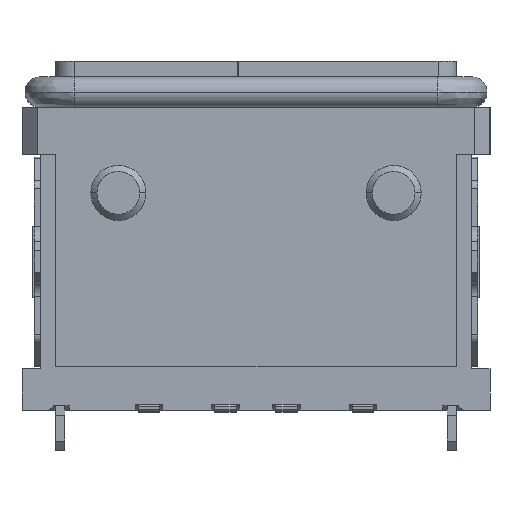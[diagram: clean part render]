
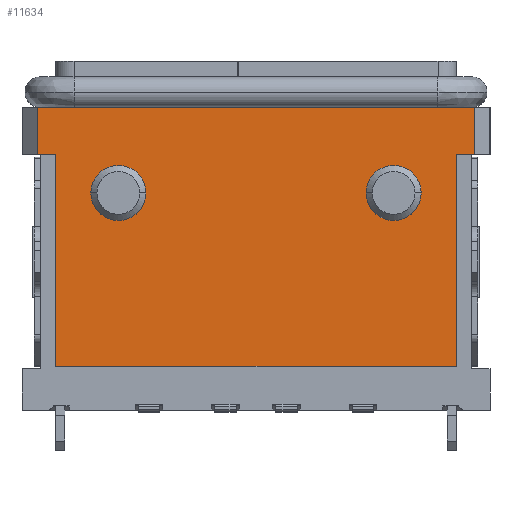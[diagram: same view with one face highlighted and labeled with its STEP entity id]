
A CAD part, top view. The second image highlights one B-rep face of the part: STEP entity #11634.
In plain terms, the highlighted planar face has unit normal (0, 0, 1).
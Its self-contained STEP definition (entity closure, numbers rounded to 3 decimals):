
#311 = VERTEX_POINT ( 'NONE', #11883 ) ;
#403 = FACE_BOUND ( 'NONE', #27718, .T. ) ;
#556 = ORIENTED_EDGE ( 'NONE', *, *, #8640, .F. ) ;
#646 = CARTESIAN_POINT ( 'NONE',  ( -3.6, 6.45, 2.99 ) ) ;
#661 = CARTESIAN_POINT ( 'NONE',  ( 6.55, 0.78, 2.99 ) ) ;
#779 = DIRECTION ( 'NONE',  ( -1., 0., 0. ) ) ;
#1019 = EDGE_LOOP ( 'NONE', ( #5413, #556, #18021, #24713, #5519, #6629, #19714, #34432 ) ) ;
#1307 = CARTESIAN_POINT ( 'NONE',  ( 7.15, -9.55, 2.99 ) ) ;
#1721 = ORIENTED_EDGE ( 'NONE', *, *, #23226, .F. ) ;
#1870 = CARTESIAN_POINT ( 'NONE',  ( -6.55, 0.78, 2.99 ) ) ;
#2412 = AXIS2_PLACEMENT_3D ( 'NONE', #35450, #21162, #35568 ) ;
#3818 = EDGE_CURVE ( 'NONE', #29202, #36520, #10233, .T. ) ;
#4812 = VECTOR ( 'NONE', #7072, 1000. ) ;
#5413 = ORIENTED_EDGE ( 'NONE', *, *, #8384, .F. ) ;
#5519 = ORIENTED_EDGE ( 'NONE', *, *, #35781, .F. ) ;
#6183 = CARTESIAN_POINT ( 'NONE',  ( 6.55, 7.71, 2.99 ) ) ;
#6316 = CARTESIAN_POINT ( 'NONE',  ( 7.15, 7.71, 2.99 ) ) ;
#6318 = CIRCLE ( 'NONE', #30624, 0.9 ) ;
#6629 = ORIENTED_EDGE ( 'NONE', *, *, #36274, .F. ) ;
#7060 = FACE_BOUND ( 'NONE', #23539, .T. ) ;
#7072 = DIRECTION ( 'NONE',  ( 0., -1., 0. ) ) ;
#8384 = EDGE_CURVE ( 'NONE', #36441, #35244, #16973, .T. ) ;
#8640 = EDGE_CURVE ( 'NONE', #27009, #36441, #25545, .T. ) ;
#8658 = VECTOR ( 'NONE', #29198, 1000. ) ;
#9380 = VECTOR ( 'NONE', #32800, 1000. ) ;
#9434 = CARTESIAN_POINT ( 'NONE',  ( -4.5, 6.45, 2.99 ) ) ;
#9686 = EDGE_CURVE ( 'NONE', #18020, #32792, #6318, .T. ) ;
#9981 = LINE ( 'NONE', #26899, #28226 ) ;
#10233 = LINE ( 'NONE', #24203, #14704 ) ;
#10393 = LINE ( 'NONE', #19548, #17112 ) ;
#10611 = FACE_OUTER_BOUND ( 'NONE', #1019, .T. ) ;
#10802 = DIRECTION ( 'NONE',  ( -1., 0., 0. ) ) ;
#11044 = DIRECTION ( 'NONE',  ( 0., 0., 1. ) ) ;
#11158 = CARTESIAN_POINT ( 'NONE',  ( 4.5, 6.45, 2.99 ) ) ;
#11240 = VECTOR ( 'NONE', #13900, 1000. ) ;
#11634 = ADVANCED_FACE ( 'NONE', ( #7060, #10611, #403 ), #31960, .F. ) ;
#11883 = CARTESIAN_POINT ( 'NONE',  ( 7.15, 9.25, 2.99 ) ) ;
#11926 = EDGE_CURVE ( 'NONE', #18750, #33460, #14205, .T. ) ;
#12056 = EDGE_CURVE ( 'NONE', #12523, #27009, #19113, .T. ) ;
#12500 = CARTESIAN_POINT ( 'NONE',  ( -6.55, 7.71, 2.99 ) ) ;
#12523 = VERTEX_POINT ( 'NONE', #6183 ) ;
#13109 = AXIS2_PLACEMENT_3D ( 'NONE', #9434, #18045, #32419 ) ;
#13658 = CARTESIAN_POINT ( 'NONE',  ( -7.15, 9.25, 2.99 ) ) ;
#13900 = DIRECTION ( 'NONE',  ( -1., 0., 0. ) ) ;
#14205 = CIRCLE ( 'NONE', #13109, 0.9 ) ;
#14704 = VECTOR ( 'NONE', #33096, 1000. ) ;
#15272 = EDGE_CURVE ( 'NONE', #29202, #35244, #15840, .T. ) ;
#15788 = LINE ( 'NONE', #1307, #8658 ) ;
#15798 = CARTESIAN_POINT ( 'NONE',  ( -6.55, -9.55, 2.99 ) ) ;
#15840 = LINE ( 'NONE', #15971, #20271 ) ;
#15971 = CARTESIAN_POINT ( 'NONE',  ( 7.75, 7.71, 2.99 ) ) ;
#16853 = ORIENTED_EDGE ( 'NONE', *, *, #20915, .F. ) ;
#16973 = LINE ( 'NONE', #15798, #9380 ) ;
#17112 = VECTOR ( 'NONE', #30564, 1000. ) ;
#17595 = DIRECTION ( 'NONE',  ( 0., 0., -1. ) ) ;
#17814 = CARTESIAN_POINT ( 'NONE',  ( 3.6, 6.45, 2.99 ) ) ;
#18020 = VERTEX_POINT ( 'NONE', #17814 ) ;
#18021 = ORIENTED_EDGE ( 'NONE', *, *, #12056, .F. ) ;
#18045 = DIRECTION ( 'NONE',  ( 0., 0., 1. ) ) ;
#18656 = CARTESIAN_POINT ( 'NONE',  ( -4.5, 6.45, 2.99 ) ) ;
#18750 = VERTEX_POINT ( 'NONE', #36171 ) ;
#19113 = LINE ( 'NONE', #24023, #4812 ) ;
#19548 = CARTESIAN_POINT ( 'NONE',  ( 7.75, 7.71, 2.99 ) ) ;
#19714 = ORIENTED_EDGE ( 'NONE', *, *, #3818, .F. ) ;
#20117 = VERTEX_POINT ( 'NONE', #6316 ) ;
#20271 = VECTOR ( 'NONE', #27565, 1000. ) ;
#20915 = EDGE_CURVE ( 'NONE', #32792, #18020, #31361, .T. ) ;
#21162 = DIRECTION ( 'NONE',  ( 0., 0., 1. ) ) ;
#23226 = EDGE_CURVE ( 'NONE', #33460, #18750, #24474, .T. ) ;
#23413 = CARTESIAN_POINT ( 'NONE',  ( -5.95, -9.55, 2.99 ) ) ;
#23539 = EDGE_LOOP ( 'NONE', ( #23857, #1721 ) ) ;
#23857 = ORIENTED_EDGE ( 'NONE', *, *, #11926, .F. ) ;
#23886 = DIRECTION ( 'NONE',  ( -1., 0., 0. ) ) ;
#24023 = CARTESIAN_POINT ( 'NONE',  ( 6.55, -9.55, 2.99 ) ) ;
#24203 = CARTESIAN_POINT ( 'NONE',  ( -7.15, -9.55, 2.99 ) ) ;
#24436 = CARTESIAN_POINT ( 'NONE',  ( 5.4, 6.45, 2.99 ) ) ;
#24474 = CIRCLE ( 'NONE', #28685, 0.9 ) ;
#24713 = ORIENTED_EDGE ( 'NONE', *, *, #25388, .T. ) ;
#25388 = EDGE_CURVE ( 'NONE', #12523, #20117, #10393, .T. ) ;
#25545 = LINE ( 'NONE', #34130, #11240 ) ;
#26899 = CARTESIAN_POINT ( 'NONE',  ( -5.95, 9.25, 2.99 ) ) ;
#27009 = VERTEX_POINT ( 'NONE', #661 ) ;
#27565 = DIRECTION ( 'NONE',  ( 1., 0., 0. ) ) ;
#27718 = EDGE_LOOP ( 'NONE', ( #28626, #16853 ) ) ;
#28226 = VECTOR ( 'NONE', #35266, 1000. ) ;
#28626 = ORIENTED_EDGE ( 'NONE', *, *, #9686, .F. ) ;
#28685 = AXIS2_PLACEMENT_3D ( 'NONE', #18656, #35516, #23886 ) ;
#29198 = DIRECTION ( 'NONE',  ( 0., -1., 0. ) ) ;
#29202 = VERTEX_POINT ( 'NONE', #33914 ) ;
#30564 = DIRECTION ( 'NONE',  ( 1., 0., 0. ) ) ;
#30624 = AXIS2_PLACEMENT_3D ( 'NONE', #11158, #11044, #10802 ) ;
#31361 = CIRCLE ( 'NONE', #2412, 0.9 ) ;
#31960 = PLANE ( 'NONE',  #33003 ) ;
#32419 = DIRECTION ( 'NONE',  ( -1., 0., 0. ) ) ;
#32792 = VERTEX_POINT ( 'NONE', #24436 ) ;
#32800 = DIRECTION ( 'NONE',  ( 0., 1., 0. ) ) ;
#33003 = AXIS2_PLACEMENT_3D ( 'NONE', #23413, #17595, #779 ) ;
#33096 = DIRECTION ( 'NONE',  ( 0., 1., 0. ) ) ;
#33460 = VERTEX_POINT ( 'NONE', #646 ) ;
#33914 = CARTESIAN_POINT ( 'NONE',  ( -7.15, 7.71, 2.99 ) ) ;
#34130 = CARTESIAN_POINT ( 'NONE',  ( -5.95, 0.78, 2.99 ) ) ;
#34432 = ORIENTED_EDGE ( 'NONE', *, *, #15272, .T. ) ;
#35244 = VERTEX_POINT ( 'NONE', #12500 ) ;
#35266 = DIRECTION ( 'NONE',  ( 1., 0., 0. ) ) ;
#35450 = CARTESIAN_POINT ( 'NONE',  ( 4.5, 6.45, 2.99 ) ) ;
#35516 = DIRECTION ( 'NONE',  ( 0., 0., 1. ) ) ;
#35568 = DIRECTION ( 'NONE',  ( -1., 0., 0. ) ) ;
#35781 = EDGE_CURVE ( 'NONE', #311, #20117, #15788, .T. ) ;
#36171 = CARTESIAN_POINT ( 'NONE',  ( -5.4, 6.45, 2.99 ) ) ;
#36274 = EDGE_CURVE ( 'NONE', #36520, #311, #9981, .T. ) ;
#36441 = VERTEX_POINT ( 'NONE', #1870 ) ;
#36520 = VERTEX_POINT ( 'NONE', #13658 ) ;
